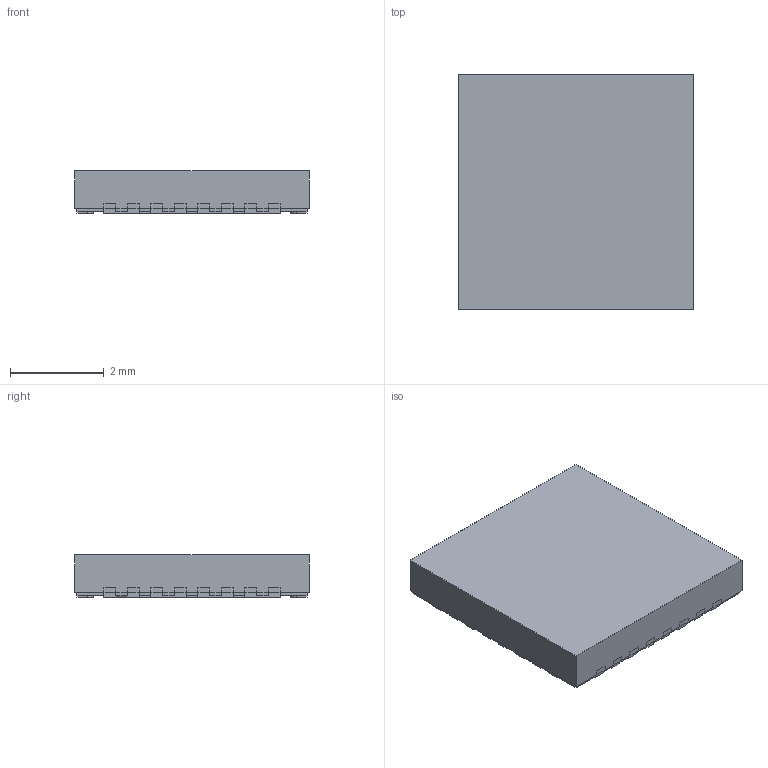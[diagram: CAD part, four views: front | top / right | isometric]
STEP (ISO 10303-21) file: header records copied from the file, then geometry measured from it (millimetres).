
FILE_DESCRIPTION((''),'2;1');
FILE_NAME('RHB0032N_ASM','2018-02-09T10:15:03',('a0412086'),(''),'CREO PARAMETRIC BY PTC INC, 2017260','CREO PARAMETRIC BY PTC INC, 2017260','');
FILE_SCHEMA(('AUTOMOTIVE_DESIGN { 1 0 10303 214 1 1 1 1 }'));
Length unit declared in the file: millimetre
Products named in the file (4): BODY-QFN_AF0; FRAME-RHB0032N_AF0; PIN1-ID; RHB0032N_ASM
Assembly tree (3 placements, depth 2):
  RHB0032N_ASM
    BODY-QFN_AF0
    FRAME-RHB0032N_AF0
    PIN1-ID
Bounding box: 5 x 5 x 0.9 mm (x, y, z)
Volume: 22.1 mm3; surface area: 119.3 mm2
Topology: 34 solids, 34 shells, 481 faces, 1230 edges, 820 vertices
Faces by surface type: plane 417, cylinder 64
Entity records: 18876 total; most frequent: CARTESIAN_POINT 2581, ORIENTED_EDGE 2460, DIRECTION 2386, PRESENTATION_STYLE_ASSIGNMENT 1298, STYLED_ITEM 1264, CURVE_STYLE 1230, EDGE_CURVE 1230, VECTOR 1102
